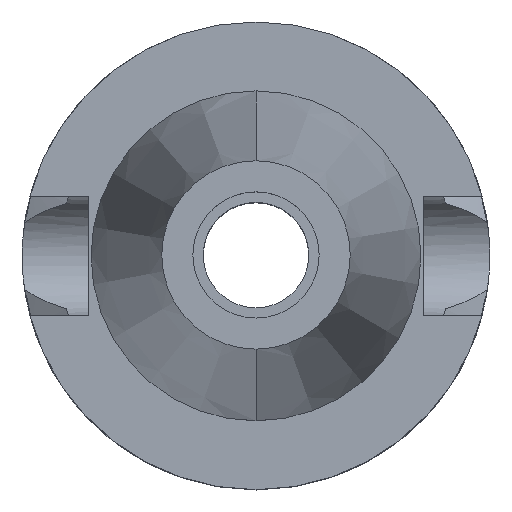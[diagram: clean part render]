
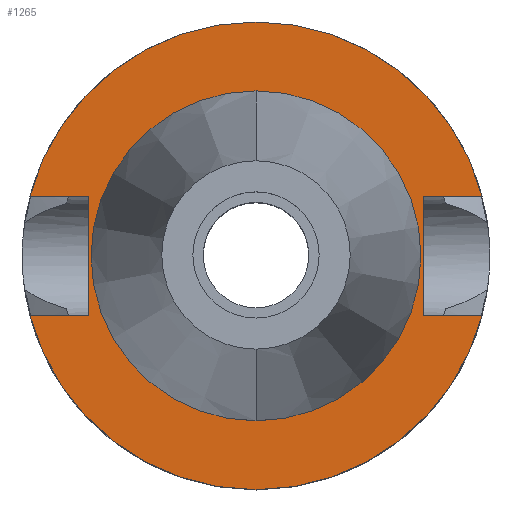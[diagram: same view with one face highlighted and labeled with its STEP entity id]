
A CAD part, top view. The second image highlights one B-rep face of the part: STEP entity #1265.
In plain terms, the highlighted planar face has unit normal (0, 0, 1).
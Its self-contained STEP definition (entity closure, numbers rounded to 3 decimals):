
#94=DIRECTION('',(0.,1.,0.));
#95=VECTOR('',#94,16.1);
#96=CARTESIAN_POINT('',(-22.5,-8.05,-1.));
#97=LINE('',#96,#95);
#101=DIRECTION('',(-1.,0.,0.));
#102=VECTOR('',#101,7.954);
#103=CARTESIAN_POINT('',(-22.5,8.05,-1.));
#104=LINE('',#103,#102);
#108=CARTESIAN_POINT('',(0.,0.,-1.));
#109=DIRECTION('',(0.,0.,-1.));
#110=DIRECTION('',(-0.967,0.256,0.));
#111=AXIS2_PLACEMENT_3D('',#108,#109,#110);
#116=CARTESIAN_POINT('',(0.,0.,-1.));
#117=DIRECTION('',(0.,0.,-1.));
#118=DIRECTION('',(0.,1.,0.));
#119=AXIS2_PLACEMENT_3D('',#116,#117,#118);
#124=DIRECTION('',(0.,-1.,0.));
#125=VECTOR('',#124,16.1);
#126=CARTESIAN_POINT('',(22.5,8.05,-1.));
#127=LINE('',#126,#125);
#131=DIRECTION('',(1.,0.,0.));
#132=VECTOR('',#131,7.954);
#133=CARTESIAN_POINT('',(22.5,-8.05,-1.));
#134=LINE('',#133,#132);
#138=CARTESIAN_POINT('',(0.,0.,-1.));
#139=DIRECTION('',(0.,0.,-1.));
#140=DIRECTION('',(0.967,-0.256,0.));
#141=AXIS2_PLACEMENT_3D('',#138,#139,#140);
#146=CARTESIAN_POINT('',(0.,0.,-1.));
#147=DIRECTION('',(0.,0.,-1.));
#148=DIRECTION('',(0.,-1.,0.));
#149=AXIS2_PLACEMENT_3D('',#146,#147,#148);
#154=CARTESIAN_POINT('',(0.,0.,-1.));
#155=DIRECTION('',(0.,0.,1.));
#156=DIRECTION('',(0.,1.,0.));
#157=AXIS2_PLACEMENT_3D('',#154,#155,#156);
#162=CARTESIAN_POINT('',(0.,0.,-1.));
#163=DIRECTION('',(0.,0.,1.));
#164=DIRECTION('',(0.,-1.,0.));
#165=AXIS2_PLACEMENT_3D('',#162,#163,#164);
#200=DIRECTION('',(-1.,0.,0.));
#201=VECTOR('',#200,7.954);
#202=CARTESIAN_POINT('',(-22.5,-8.05,-1.));
#203=LINE('',#202,#201);
#337=DIRECTION('',(1.,0.,0.));
#338=VECTOR('',#337,7.954);
#339=CARTESIAN_POINT('',(22.5,8.05,-1.));
#340=LINE('',#339,#338);
#1116=CARTESIAN_POINT('',(-22.5,-8.05,-1.));
#1117=VERTEX_POINT('',#1116);
#1118=CARTESIAN_POINT('',(-30.454,-8.05,-1.));
#1119=VERTEX_POINT('',#1118);
#1122=CARTESIAN_POINT('',(-22.5,8.05,-1.));
#1123=VERTEX_POINT('',#1122);
#1124=CARTESIAN_POINT('',(-30.454,8.05,-1.));
#1125=VERTEX_POINT('',#1124);
#1126=CARTESIAN_POINT('',(0.,31.5,-1.));
#1127=CARTESIAN_POINT('',(30.454,8.05,-1.));
#1128=VERTEX_POINT('',#1126);
#1129=VERTEX_POINT('',#1127);
#1130=CARTESIAN_POINT('',(22.5,8.05,-1.));
#1131=VERTEX_POINT('',#1130);
#1132=CARTESIAN_POINT('',(22.5,-8.05,-1.));
#1133=VERTEX_POINT('',#1132);
#1134=CARTESIAN_POINT('',(30.454,-8.05,-1.));
#1135=VERTEX_POINT('',#1134);
#1136=CARTESIAN_POINT('',(0.,-31.5,-1.));
#1137=VERTEX_POINT('',#1136);
#1138=CARTESIAN_POINT('',(0.,22.225,-1.));
#1139=CARTESIAN_POINT('',(0.,-22.225,-1.));
#1140=VERTEX_POINT('',#1138);
#1141=VERTEX_POINT('',#1139);
#1234=CARTESIAN_POINT('',(0.,0.,-1.));
#1235=DIRECTION('',(0.,0.,-1.));
#1236=DIRECTION('',(0.,-1.,0.));
#1237=AXIS2_PLACEMENT_3D('',#1234,#1235,#1236);
#1238=PLANE('',#1237);
#1240=ORIENTED_EDGE('',*,*,#1239,.T.);
#1242=ORIENTED_EDGE('',*,*,#1241,.T.);
#1244=ORIENTED_EDGE('',*,*,#1243,.T.);
#1246=ORIENTED_EDGE('',*,*,#1245,.T.);
#1248=ORIENTED_EDGE('',*,*,#1247,.F.);
#1250=ORIENTED_EDGE('',*,*,#1249,.T.);
#1252=ORIENTED_EDGE('',*,*,#1251,.T.);
#1254=ORIENTED_EDGE('',*,*,#1253,.T.);
#1256=ORIENTED_EDGE('',*,*,#1255,.T.);
#1258=ORIENTED_EDGE('',*,*,#1257,.F.);
#1259=EDGE_LOOP('',(#1240,#1242,#1244,#1246,#1248,#1250,#1252,#1254,#1256,
#1258));
#1260=FACE_OUTER_BOUND('',#1259,.F.);
#1261=ORIENTED_EDGE('',*,*,#1229,.T.);
#1262=ORIENTED_EDGE('',*,*,#1213,.T.);
#1263=EDGE_LOOP('',(#1261,#1262));
#1264=FACE_BOUND('',#1263,.F.);
#112=CIRCLE('',#111,31.5);
#120=CIRCLE('',#119,31.5);
#142=CIRCLE('',#141,31.5);
#150=CIRCLE('',#149,31.5);
#158=CIRCLE('',#157,22.225);
#166=CIRCLE('',#165,22.225);
#1213=EDGE_CURVE('',#1141,#1140,#166,.T.);
#1229=EDGE_CURVE('',#1140,#1141,#158,.T.);
#1239=EDGE_CURVE('',#1117,#1123,#97,.T.);
#1241=EDGE_CURVE('',#1123,#1125,#104,.T.);
#1243=EDGE_CURVE('',#1125,#1128,#112,.T.);
#1245=EDGE_CURVE('',#1128,#1129,#120,.T.);
#1247=EDGE_CURVE('',#1131,#1129,#340,.T.);
#1249=EDGE_CURVE('',#1131,#1133,#127,.T.);
#1251=EDGE_CURVE('',#1133,#1135,#134,.T.);
#1253=EDGE_CURVE('',#1135,#1137,#142,.T.);
#1255=EDGE_CURVE('',#1137,#1119,#150,.T.);
#1257=EDGE_CURVE('',#1117,#1119,#203,.T.);
#1265=ADVANCED_FACE('',(#1260,#1264),#1238,.F.);
